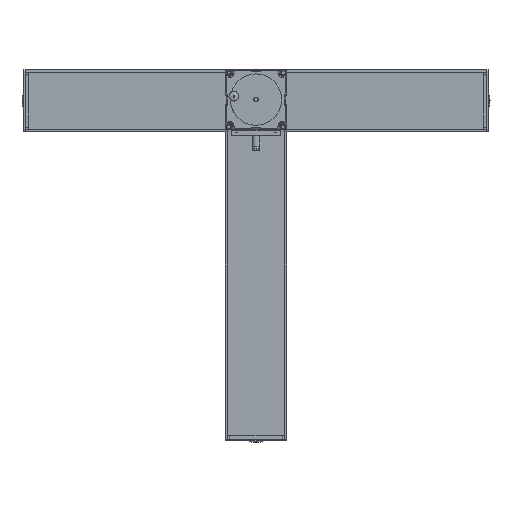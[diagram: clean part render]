
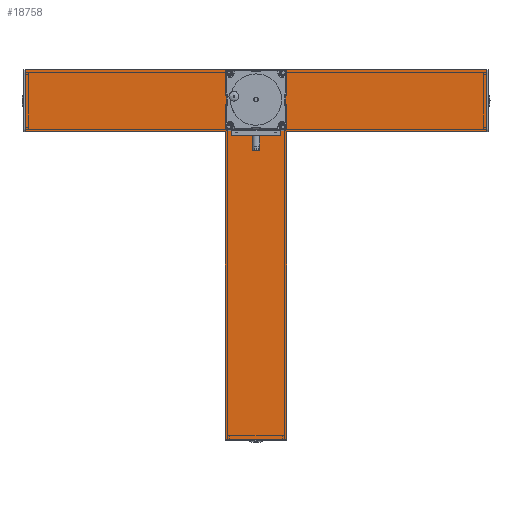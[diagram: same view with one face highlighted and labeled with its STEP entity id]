
A CAD part, top view. The second image highlights one B-rep face of the part: STEP entity #18758.
In plain terms, the highlighted planar face has unit normal (0, 0, 1).
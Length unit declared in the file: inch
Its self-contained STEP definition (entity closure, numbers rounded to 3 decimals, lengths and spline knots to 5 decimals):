
#616=LINE('',#28712,#2070);
#622=LINE('',#28724,#2076);
#623=LINE('',#28728,#2077);
#627=LINE('',#28735,#2081);
#629=LINE('',#28738,#2083);
#631=LINE('',#28742,#2085);
#634=LINE('',#28748,#2088);
#637=LINE('',#28753,#2091);
#2070=VECTOR('',#23082,19.5);
#2076=VECTOR('',#23090,19.5);
#2077=VECTOR('',#23093,45.);
#2081=VECTOR('',#23099,6.);
#2083=VECTOR('',#23103,6.);
#2085=VECTOR('',#23107,30.);
#2088=VECTOR('',#23112,6.);
#2091=VECTOR('',#23117,30.);
#3275=PLANE('',#20299);
#4016=FACE_BOUND('',#6110,.T.);
#4017=FACE_BOUND('',#6111,.T.);
#4018=FACE_BOUND('',#6112,.T.);
#4019=FACE_BOUND('',#6113,.T.);
#4733=FACE_OUTER_BOUND('',#6109,.T.);
#6109=EDGE_LOOP('',(#13537,#13538,#13539,#13540,#13541,#13542,#13543,#13544));
#6110=EDGE_LOOP('',(#13545));
#6111=EDGE_LOOP('',(#13546));
#6112=EDGE_LOOP('',(#13547));
#6113=EDGE_LOOP('',(#13548));
#7714=CIRCLE('',#20260,0.21654);
#7718=CIRCLE('',#20266,0.21654);
#7722=CIRCLE('',#20272,0.21654);
#7726=CIRCLE('',#20278,0.21654);
#8722=VERTEX_POINT('',#28621);
#8726=VERTEX_POINT('',#28631);
#8730=VERTEX_POINT('',#28641);
#8734=VERTEX_POINT('',#28651);
#8755=VERTEX_POINT('',#28709);
#8756=VERTEX_POINT('',#28711);
#8759=VERTEX_POINT('',#28718);
#8761=VERTEX_POINT('',#28722);
#8762=VERTEX_POINT('',#28726);
#8763=VERTEX_POINT('',#28727);
#8766=VERTEX_POINT('',#28741);
#8768=VERTEX_POINT('',#28747);
#10575=EDGE_CURVE('',#8722,#8722,#7714,.T.);
#10579=EDGE_CURVE('',#8726,#8726,#7718,.T.);
#10583=EDGE_CURVE('',#8730,#8730,#7722,.T.);
#10587=EDGE_CURVE('',#8734,#8734,#7726,.T.);
#10616=EDGE_CURVE('',#8755,#8756,#616,.T.);
#10622=EDGE_CURVE('',#8761,#8759,#622,.T.);
#10623=EDGE_CURVE('',#8762,#8763,#623,.T.);
#10627=EDGE_CURVE('',#8763,#8761,#627,.T.);
#10629=EDGE_CURVE('',#8756,#8762,#629,.T.);
#10631=EDGE_CURVE('',#8759,#8766,#631,.T.);
#10634=EDGE_CURVE('',#8766,#8768,#634,.T.);
#10637=EDGE_CURVE('',#8768,#8755,#637,.T.);
#13537=ORIENTED_EDGE('',*,*,#10637,.F.);
#13538=ORIENTED_EDGE('',*,*,#10634,.F.);
#13539=ORIENTED_EDGE('',*,*,#10631,.F.);
#13540=ORIENTED_EDGE('',*,*,#10622,.F.);
#13541=ORIENTED_EDGE('',*,*,#10627,.F.);
#13542=ORIENTED_EDGE('',*,*,#10623,.F.);
#13543=ORIENTED_EDGE('',*,*,#10629,.F.);
#13544=ORIENTED_EDGE('',*,*,#10616,.F.);
#13545=ORIENTED_EDGE('',*,*,#10575,.T.);
#13546=ORIENTED_EDGE('',*,*,#10579,.T.);
#13547=ORIENTED_EDGE('',*,*,#10583,.T.);
#13548=ORIENTED_EDGE('',*,*,#10587,.T.);
#18758=ADVANCED_FACE('',(#4733,#4016,#4017,#4018,#4019),#3275,.T.);
#20260=AXIS2_PLACEMENT_3D('',#28622,#22995,#22996);
#20266=AXIS2_PLACEMENT_3D('',#28632,#23007,#23008);
#20272=AXIS2_PLACEMENT_3D('',#28642,#23019,#23020);
#20278=AXIS2_PLACEMENT_3D('',#28652,#23031,#23032);
#20299=AXIS2_PLACEMENT_3D('',#28756,#23121,#23122);
#22995=DIRECTION('center_axis',(0.,0.,
-1.));
#22996=DIRECTION('ref_axis',(0.,-1.,0.));
#23007=DIRECTION('center_axis',(0.,0.,
-1.));
#23008=DIRECTION('ref_axis',(0.,-1.,0.));
#23019=DIRECTION('center_axis',(0.,0.,
-1.));
#23020=DIRECTION('ref_axis',(0.,-1.,0.));
#23031=DIRECTION('center_axis',(0.,0.,
-1.));
#23032=DIRECTION('ref_axis',(0.,-1.,0.));
#23082=DIRECTION('',(-1.,0.,0.));
#23090=DIRECTION('',(-1.,0.,0.));
#23093=DIRECTION('',(1.,0.,0.));
#23099=DIRECTION('',(0.,-1.,0.));
#23103=DIRECTION('',(0.,1.,0.));
#23107=DIRECTION('',(0.,-1.,0.));
#23112=DIRECTION('',(-1.,0.,0.));
#23117=DIRECTION('',(0.,1.,0.));
#23121=DIRECTION('center_axis',(0.,0.,
1.));
#23122=DIRECTION('ref_axis',(0.,-1.,0.));
#28621=CARTESIAN_POINT('',(7.71853,6.06406,-4.79815));
#28622=CARTESIAN_POINT('Origin',(7.71853,6.28059,-4.79815));
#28631=CARTESIAN_POINT('',(7.71853,10.27666,-4.79815));
#28632=CARTESIAN_POINT('Origin',(7.71853,10.49319,-4.79815));
#28641=CARTESIAN_POINT('',(11.93113,10.27666,-4.79815));
#28642=CARTESIAN_POINT('Origin',(11.93113,10.49319,-4.79815));
#28651=CARTESIAN_POINT('',(11.93113,6.06406,-4.79815));
#28652=CARTESIAN_POINT('Origin',(11.93113,6.28059,-4.79815));
#28709=CARTESIAN_POINT('',(6.82483,5.38689,-4.79815));
#28711=CARTESIAN_POINT('',(-12.67517,5.38689,-4.79815));
#28712=CARTESIAN_POINT('',(32.32483,5.38689,-4.79815));
#28718=CARTESIAN_POINT('',(12.82483,5.38689,-4.79815));
#28722=CARTESIAN_POINT('',(32.32483,5.38689,-4.79815));
#28724=CARTESIAN_POINT('',(32.32483,5.38689,-4.79815));
#28726=CARTESIAN_POINT('',(-12.67517,11.38689,-4.79815));
#28727=CARTESIAN_POINT('',(32.32483,11.38689,-4.79815));
#28728=CARTESIAN_POINT('',(-12.67517,11.38689,-4.79815));
#28735=CARTESIAN_POINT('',(32.32483,11.38689,-4.79815));
#28738=CARTESIAN_POINT('',(-12.67517,5.38689,-4.79815));
#28741=CARTESIAN_POINT('',(12.82483,-24.61311,-4.79815));
#28742=CARTESIAN_POINT('',(12.82483,-24.61311,-4.79815));
#28747=CARTESIAN_POINT('',(6.82483,-24.61311,-4.79815));
#28748=CARTESIAN_POINT('',(6.82483,-24.61311,-4.79815));
#28753=CARTESIAN_POINT('',(6.82483,5.38689,-4.79815));
#28756=CARTESIAN_POINT('Origin',(9.82483,-9.61311,-4.79815));
